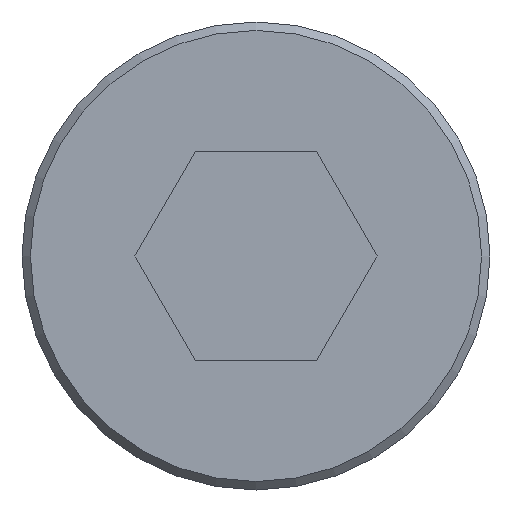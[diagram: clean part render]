
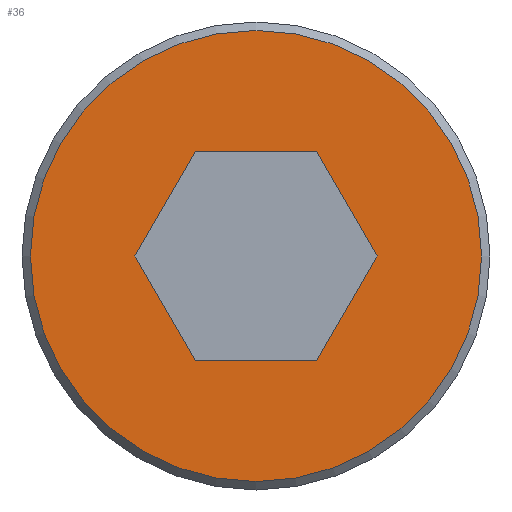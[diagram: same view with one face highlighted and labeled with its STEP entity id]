
A CAD part, left-side view. The second image highlights one B-rep face of the part: STEP entity #36.
In plain terms, the highlighted planar face has unit normal (-1, 0, 0).
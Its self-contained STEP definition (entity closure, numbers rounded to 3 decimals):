
#36 = ADVANCED_FACE( '', ( #77, #78 ), #79, .F. );
#77 = FACE_OUTER_BOUND( '', #124, .T. );
#78 = FACE_BOUND( '', #125, .T. );
#79 = PLANE( '', #126 );
#124 = EDGE_LOOP( '', ( #165 ) );
#125 = EDGE_LOOP( '', ( #166, #167, #168, #169, #170, #171 ) );
#126 = AXIS2_PLACEMENT_3D( '', #172, #173, #174 );
#165 = ORIENTED_EDGE( '', *, *, #257, .F. );
#166 = ORIENTED_EDGE( '', *, *, #258, .T. );
#167 = ORIENTED_EDGE( '', *, *, #259, .T. );
#168 = ORIENTED_EDGE( '', *, *, #260, .T. );
#169 = ORIENTED_EDGE( '', *, *, #261, .T. );
#170 = ORIENTED_EDGE( '', *, *, #262, .T. );
#171 = ORIENTED_EDGE( '', *, *, #263, .T. );
#172 = CARTESIAN_POINT( '', ( 0., 0., 0. ) );
#173 = DIRECTION( '', ( 1., 0., 0. ) );
#174 = DIRECTION( '', ( 0., 0., -1. ) );
#257 = EDGE_CURVE( '', #291, #291, #292, .T. );
#258 = EDGE_CURVE( '', #293, #294, #295, .T. );
#259 = EDGE_CURVE( '', #294, #296, #297, .T. );
#260 = EDGE_CURVE( '', #296, #298, #299, .T. );
#261 = EDGE_CURVE( '', #298, #300, #301, .T. );
#262 = EDGE_CURVE( '', #300, #302, #303, .T. );
#263 = EDGE_CURVE( '', #302, #293, #304, .T. );
#291 = VERTEX_POINT( '', #341 );
#292 = CIRCLE( '', #342, 12.91 );
#293 = VERTEX_POINT( '', #343 );
#294 = VERTEX_POINT( '', #344 );
#295 = LINE( '', #345, #346 );
#296 = VERTEX_POINT( '', #347 );
#297 = LINE( '', #348, #349 );
#298 = VERTEX_POINT( '', #350 );
#299 = LINE( '', #351, #352 );
#300 = VERTEX_POINT( '', #353 );
#301 = LINE( '', #354, #355 );
#302 = VERTEX_POINT( '', #356 );
#303 = LINE( '', #357, #358 );
#304 = LINE( '', #359, #360 );
#341 = CARTESIAN_POINT( '', ( 0., 0., -12.91 ) );
#342 = AXIS2_PLACEMENT_3D( '', #408, #409, #410 );
#343 = CARTESIAN_POINT( '', ( 0., 3.464, 6. ) );
#344 = CARTESIAN_POINT( '', ( 0., -3.464, 6. ) );
#345 = CARTESIAN_POINT( '', ( 0., 3.464, 6. ) );
#346 = VECTOR( '', #411, 1000. );
#347 = CARTESIAN_POINT( '', ( 0., -6.928, 0. ) );
#348 = CARTESIAN_POINT( '', ( 0., -3.464, 6. ) );
#349 = VECTOR( '', #412, 1000. );
#350 = CARTESIAN_POINT( '', ( 0., -3.464, -6. ) );
#351 = CARTESIAN_POINT( '', ( 0., -6.928, 0. ) );
#352 = VECTOR( '', #413, 1000. );
#353 = CARTESIAN_POINT( '', ( 0., 3.464, -6. ) );
#354 = CARTESIAN_POINT( '', ( 0., -3.464, -6. ) );
#355 = VECTOR( '', #414, 1000. );
#356 = CARTESIAN_POINT( '', ( 0., 6.928, 0. ) );
#357 = CARTESIAN_POINT( '', ( 0., 3.464, -6. ) );
#358 = VECTOR( '', #415, 1000. );
#359 = CARTESIAN_POINT( '', ( 0., 6.928, 0. ) );
#360 = VECTOR( '', #416, 1000. );
#408 = CARTESIAN_POINT( '', ( 0., 0., 0. ) );
#409 = DIRECTION( '', ( 1., 0., 0. ) );
#410 = DIRECTION( '', ( 0., 0., -1. ) );
#411 = DIRECTION( '', ( 0., -1., 0. ) );
#412 = DIRECTION( '', ( 0., -0.5, -0.866 ) );
#413 = DIRECTION( '', ( 0., 0.5, -0.866 ) );
#414 = DIRECTION( '', ( 0., 1., 0. ) );
#415 = DIRECTION( '', ( 0., 0.5, 0.866 ) );
#416 = DIRECTION( '', ( 0., -0.5, 0.866 ) );
